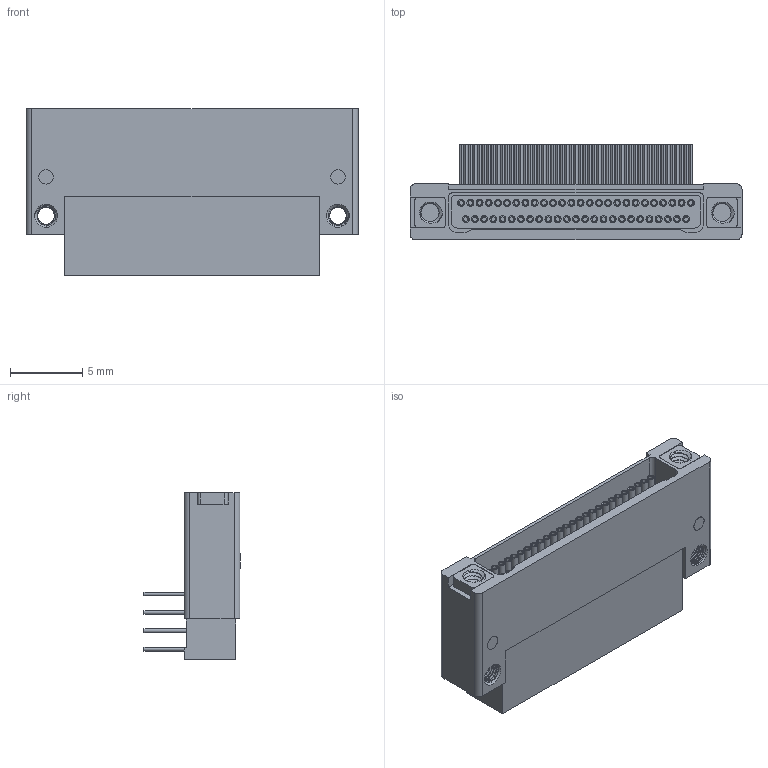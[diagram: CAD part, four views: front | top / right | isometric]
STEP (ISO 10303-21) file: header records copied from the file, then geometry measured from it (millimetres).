
FILE_DESCRIPTION((''),'2;1');
FILE_NAME('51P-F','2025-03-08T',('gongcheng6'),(''),'PRO/ENGINEER BY PARAMETRIC TECHNOLOGY CORPORATION, 2010280','PRO/ENGINEER BY PARAMETRIC TECHNOLOGY CORPORATION, 2010280','');
FILE_SCHEMA(('CONFIG_CONTROL_DESIGN'));
Length unit declared in the file: millimetre
Products named in the file (1): 51P-F
Bounding box: 22.96 x 6.64 x 11.54 mm (x, y, z)
Volume: 747.8 mm3; surface area: 1446.5 mm2
Topology: 1 solids, 1 shells, 717 faces, 1694 edges, 1146 vertices
Faces by surface type: cylinder 476, plane 221, cone 12, bspline 8
Entity records: 38495 total; most frequent: CARTESIAN_POINT 21594, DIRECTION 3604, ORIENTED_EDGE 3388, EDGE_CURVE 1694, AXIS2_PLACEMENT_3D 1485, VERTEX_POINT 1146, EDGE_LOOP 888, CIRCLE 776
